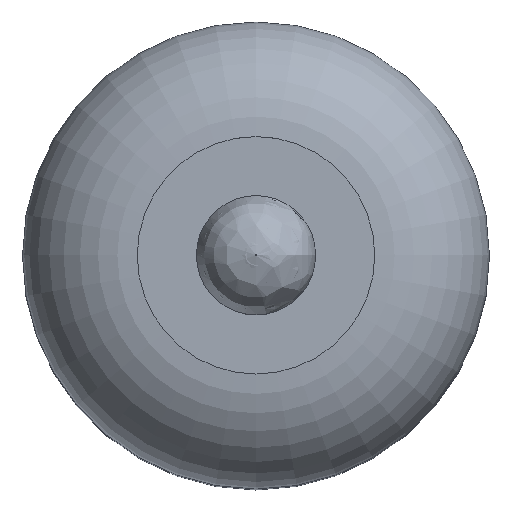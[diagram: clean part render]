
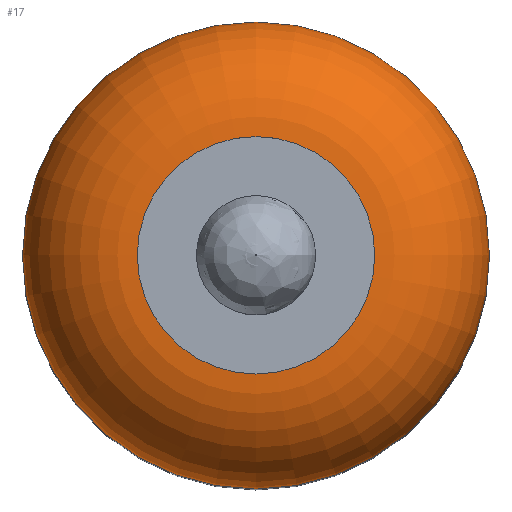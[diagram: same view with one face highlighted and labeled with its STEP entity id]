
A CAD part, top view. The second image highlights one B-rep face of the part: STEP entity #17.
In plain terms, the highlighted toroidal (fillet/blend) face has major radius 7.063 mm and minor radius 6.827 mm.
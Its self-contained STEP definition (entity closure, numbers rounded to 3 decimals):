
#17 = ADVANCED_FACE('',(#18),#46,.T.);
#18 = FACE_BOUND('',#19,.T.);
#19 = EDGE_LOOP('',(#20,#31,#38,#39));
#20 = ORIENTED_EDGE('',*,*,#21,.F.);
#21 = EDGE_CURVE('',#22,#24,#26,.T.);
#22 = VERTEX_POINT('',#23);
#23 = CARTESIAN_POINT('',(20.639,-8.043,
37.583));
#24 = VERTEX_POINT('',#25);
#25 = CARTESIAN_POINT('',(13.812,-8.043,44.41));
#26 = CIRCLE('',#27,6.827);
#27 = AXIS2_PLACEMENT_3D('',#28,#29,#30);
#28 = CARTESIAN_POINT('',(13.812,-8.043,
37.583));
#29 = DIRECTION('',(0.,-1.,0.));
#30 = DIRECTION('',(1.,0.,0.));
#31 = ORIENTED_EDGE('',*,*,#32,.T.);
#32 = EDGE_CURVE('',#22,#22,#33,.T.);
#33 = CIRCLE('',#34,13.89);
#34 = AXIS2_PLACEMENT_3D('',#35,#36,#37);
#35 = CARTESIAN_POINT('',(6.749,-8.043,37.583
));
#36 = DIRECTION('',(0.,0.,1.));
#37 = DIRECTION('',(1.,0.,0.));
#38 = ORIENTED_EDGE('',*,*,#21,.T.);
#39 = ORIENTED_EDGE('',*,*,#40,.F.);
#40 = EDGE_CURVE('',#24,#24,#41,.T.);
#41 = CIRCLE('',#42,7.063);
#42 = AXIS2_PLACEMENT_3D('',#43,#44,#45);
#43 = CARTESIAN_POINT('',(6.749,-8.043,44.41));
#44 = DIRECTION('',(0.,0.,1.));
#45 = DIRECTION('',(1.,0.,0.));
#46 = TOROIDAL_SURFACE('',#47,7.063,6.827);
#47 = AXIS2_PLACEMENT_3D('',#48,#49,#50);
#48 = CARTESIAN_POINT('',(6.749,-8.043,37.583
));
#49 = DIRECTION('',(0.,0.,1.));
#50 = DIRECTION('',(1.,0.,0.));
